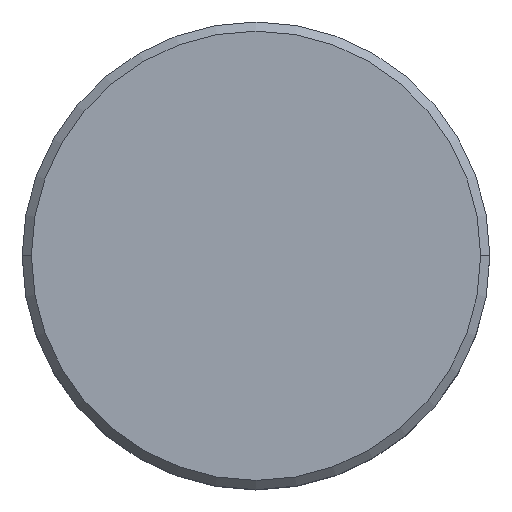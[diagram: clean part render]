
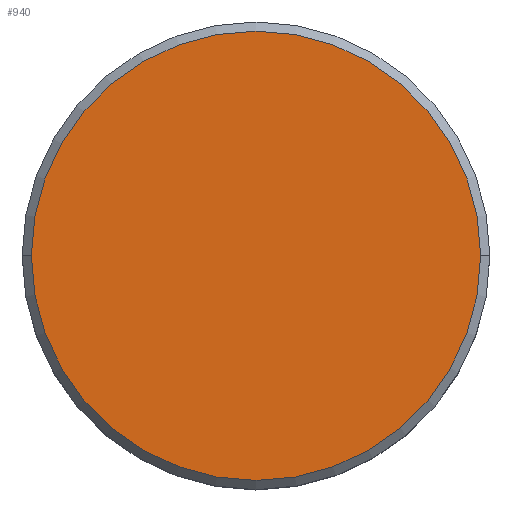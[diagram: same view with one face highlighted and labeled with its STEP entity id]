
A CAD part, top view. The second image highlights one B-rep face of the part: STEP entity #940.
In plain terms, the highlighted planar face has unit normal (0, 0, 1).
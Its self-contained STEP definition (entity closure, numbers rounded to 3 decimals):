
#531 = AXIS2_PLACEMENT_3D ( 'NONE', #924, #6215, #1684 ) ;
#710 = EDGE_LOOP ( 'NONE', ( #1086, #8899 ) ) ;
#888 = AXIS2_PLACEMENT_3D ( 'NONE', #3239, #8487, #3992 ) ;
#924 = CARTESIAN_POINT ( 'NONE',  ( 0., 0., 3. ) ) ;
#940 = ADVANCED_FACE ( 'NONE', ( #9211 ), #3149, .T. ) ;
#1086 = ORIENTED_EDGE ( 'NONE', *, *, #7380, .T. ) ;
#1545 = CARTESIAN_POINT ( 'NONE',  ( -6.1, 0., 3. ) ) ;
#1614 = CARTESIAN_POINT ( 'NONE',  ( 0., 0., 3. ) ) ;
#1684 = DIRECTION ( 'NONE',  ( 1., 0., 0. ) ) ;
#2086 = AXIS2_PLACEMENT_3D ( 'NONE', #1614, #8399, #3900 ) ;
#3149 = PLANE ( 'NONE',  #2086 ) ;
#3239 = CARTESIAN_POINT ( 'NONE',  ( 0., 0., 3. ) ) ;
#3413 = CIRCLE ( 'NONE', #888, 6.1 ) ;
#3431 = VERTEX_POINT ( 'NONE', #1545 ) ;
#3900 = DIRECTION ( 'NONE',  ( 1., 0., 0. ) ) ;
#3992 = DIRECTION ( 'NONE',  ( 1., 0., 0. ) ) ;
#6215 = DIRECTION ( 'NONE',  ( 0., 0., 1. ) ) ;
#6234 = EDGE_CURVE ( 'NONE', #7693, #3431, #3413, .T. ) ;
#7250 = CARTESIAN_POINT ( 'NONE',  ( 6.1, 0., 3. ) ) ;
#7380 = EDGE_CURVE ( 'NONE', #3431, #7693, #9746, .T. ) ;
#7693 = VERTEX_POINT ( 'NONE', #7250 ) ;
#8399 = DIRECTION ( 'NONE',  ( 0., 0., 1. ) ) ;
#8487 = DIRECTION ( 'NONE',  ( 0., 0., 1. ) ) ;
#8899 = ORIENTED_EDGE ( 'NONE', *, *, #6234, .T. ) ;
#9211 = FACE_OUTER_BOUND ( 'NONE', #710, .T. ) ;
#9746 = CIRCLE ( 'NONE', #531, 6.1 ) ;
